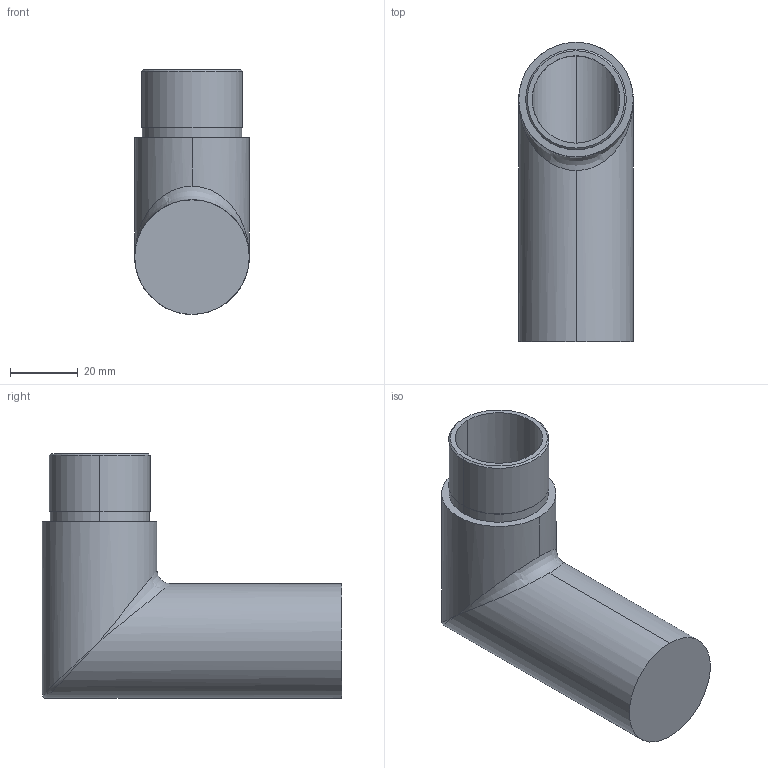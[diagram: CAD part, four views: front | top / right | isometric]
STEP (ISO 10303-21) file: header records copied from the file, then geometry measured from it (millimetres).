
FILE_DESCRIPTION (( 'STEP AP203' ), '1' );
FILE_NAME ('56222-320-L-88.step', '2020-11-09T10:10:51', ( '' ), ( '' ), 'SwSTEP 2.0', 'SolidWorks 2018', '' );
FILE_SCHEMA (( 'CONFIG_CONTROL_DESIGN' ));
Length unit declared in the file: millimetre
Products named in the file (2): 56222-320-L-88
Bounding box: 33.7 x 88 x 72 mm (x, y, z)
Volume: 44616.9 mm3; surface area: 24830 mm2
Topology: 1 solids, 1 shells, 306 faces, 808 edges, 534 vertices
Faces by surface type: bspline 148, plane 113, cylinder 43, cone 2
Entity records: 15667 total; most frequent: CARTESIAN_POINT 8974, ORIENTED_EDGE 1608, DIRECTION 902, EDGE_CURVE 804, VERTEX_POINT 534, VECTOR 366, LINE 366, EDGE_LOOP 340
